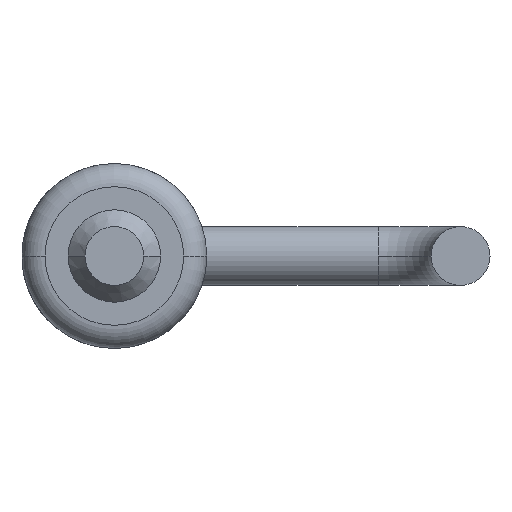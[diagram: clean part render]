
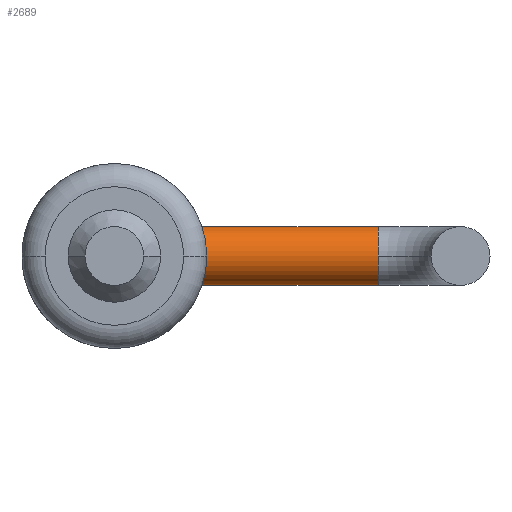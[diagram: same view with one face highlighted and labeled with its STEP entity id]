
A CAD part, front view. The second image highlights one B-rep face of the part: STEP entity #2689.
In plain terms, the highlighted cylindrical face has radius 0.431 mm (diameter 0.863 mm), a partial arc.
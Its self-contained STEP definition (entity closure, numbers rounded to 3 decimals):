
#23 = DIRECTION ( 'NONE',  ( -1., 0., 0. ) ) ;
#217 = EDGE_CURVE ( 'NONE', #2087, #3680, #2741, .T. ) ;
#231 = DIRECTION ( 'NONE',  ( 1., 0., 0. ) ) ;
#475 = VECTOR ( 'NONE', #2133, 1000. ) ;
#503 = VERTEX_POINT ( 'NONE', #2220 ) ;
#542 = DIRECTION ( 'NONE',  ( 0., 1., 0. ) ) ;
#653 = AXIS2_PLACEMENT_3D ( 'NONE', #4508, #1315, #542 ) ;
#696 = CARTESIAN_POINT ( 'NONE',  ( 3.872, 8.279, -0.431 ) ) ;
#724 = CIRCLE ( 'NONE', #4549, 0.431 ) ;
#959 = LINE ( 'NONE', #985, #475 ) ;
#985 = CARTESIAN_POINT ( 'NONE',  ( 3.872, 8.279, 0.431 ) ) ;
#1074 = CIRCLE ( 'NONE', #2001, 0.431 ) ;
#1182 = EDGE_CURVE ( 'NONE', #2245, #503, #1074, .T. ) ;
#1315 = DIRECTION ( 'NONE',  ( 1., 0., 0. ) ) ;
#1485 = VECTOR ( 'NONE', #1998, 1000. ) ;
#1506 = CARTESIAN_POINT ( 'NONE',  ( 3.872, 8.279, 0.431 ) ) ;
#1575 = DIRECTION ( 'NONE',  ( 0., 0., 1. ) ) ;
#1577 = LINE ( 'NONE', #4744, #1485 ) ;
#1704 = ORIENTED_EDGE ( 'NONE', *, *, #217, .T. ) ;
#1732 = DIRECTION ( 'NONE',  ( 0., 1., 0. ) ) ;
#1761 = DIRECTION ( 'NONE',  ( 0., 1., 0. ) ) ;
#1998 = DIRECTION ( 'NONE',  ( -1., 0., 0. ) ) ;
#2001 = AXIS2_PLACEMENT_3D ( 'NONE', #3822, #231, #3391 ) ;
#2087 = VERTEX_POINT ( 'NONE', #2899 ) ;
#2133 = DIRECTION ( 'NONE',  ( -1., 0., 0. ) ) ;
#2220 = CARTESIAN_POINT ( 'NONE',  ( 3.872, 7.847, 0. ) ) ;
#2245 = VERTEX_POINT ( 'NONE', #1506 ) ;
#2686 = EDGE_LOOP ( 'NONE', ( #3567, #4192, #2887, #4444, #1704, #3931 ) ) ;
#2689 = ADVANCED_FACE ( 'NONE', ( #4766 ), #2864, .T. ) ;
#2741 = CIRCLE ( 'NONE', #653, 0.431 ) ;
#2864 = CYLINDRICAL_SURFACE ( 'NONE', #3032, 0.431 ) ;
#2887 = ORIENTED_EDGE ( 'NONE', *, *, #1182, .F. ) ;
#2899 = CARTESIAN_POINT ( 'NONE',  ( 1.208, 8.279, 0.431 ) ) ;
#2948 = CARTESIAN_POINT ( 'NONE',  ( 3.872, 8.279, 0. ) ) ;
#2958 = EDGE_CURVE ( 'NONE', #2245, #2087, #959, .T. ) ;
#3032 = AXIS2_PLACEMENT_3D ( 'NONE', #3231, #23, #1575 ) ;
#3231 = CARTESIAN_POINT ( 'NONE',  ( 3.872, 8.279, 0. ) ) ;
#3251 = CIRCLE ( 'NONE', #4149, 0.431 ) ;
#3391 = DIRECTION ( 'NONE',  ( 0., 1., 0. ) ) ;
#3567 = ORIENTED_EDGE ( 'NONE', *, *, #4908, .F. ) ;
#3680 = VERTEX_POINT ( 'NONE', #4228 ) ;
#3697 = DIRECTION ( 'NONE',  ( 1., 0., 0. ) ) ;
#3822 = CARTESIAN_POINT ( 'NONE',  ( 3.872, 8.279, 0. ) ) ;
#3931 = ORIENTED_EDGE ( 'NONE', *, *, #5013, .T. ) ;
#3962 = VERTEX_POINT ( 'NONE', #4926 ) ;
#4104 = CARTESIAN_POINT ( 'NONE',  ( 1.208, 8.279, 0. ) ) ;
#4149 = AXIS2_PLACEMENT_3D ( 'NONE', #2948, #3697, #1761 ) ;
#4192 = ORIENTED_EDGE ( 'NONE', *, *, #5044, .F. ) ;
#4228 = CARTESIAN_POINT ( 'NONE',  ( 1.208, 7.847, 0. ) ) ;
#4429 = VERTEX_POINT ( 'NONE', #696 ) ;
#4444 = ORIENTED_EDGE ( 'NONE', *, *, #2958, .T. ) ;
#4508 = CARTESIAN_POINT ( 'NONE',  ( 1.208, 8.279, 0. ) ) ;
#4549 = AXIS2_PLACEMENT_3D ( 'NONE', #4104, #4868, #1732 ) ;
#4744 = CARTESIAN_POINT ( 'NONE',  ( 3.872, 8.279, -0.431 ) ) ;
#4766 = FACE_OUTER_BOUND ( 'NONE', #2686, .T. ) ;
#4868 = DIRECTION ( 'NONE',  ( 1., 0., 0. ) ) ;
#4908 = EDGE_CURVE ( 'NONE', #4429, #3962, #1577, .T. ) ;
#4926 = CARTESIAN_POINT ( 'NONE',  ( 1.208, 8.279, -0.431 ) ) ;
#5013 = EDGE_CURVE ( 'NONE', #3680, #3962, #724, .T. ) ;
#5044 = EDGE_CURVE ( 'NONE', #503, #4429, #3251, .T. ) ;
